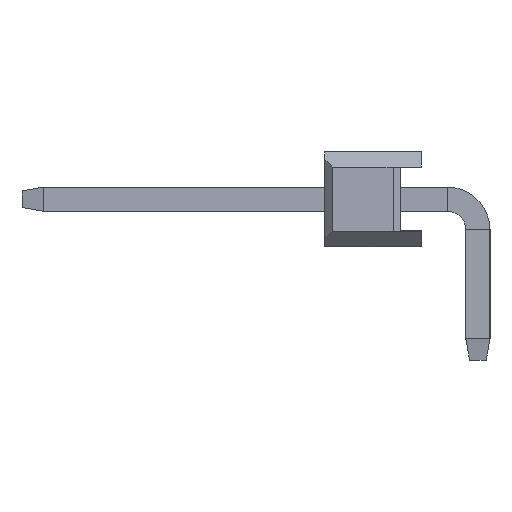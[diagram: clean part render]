
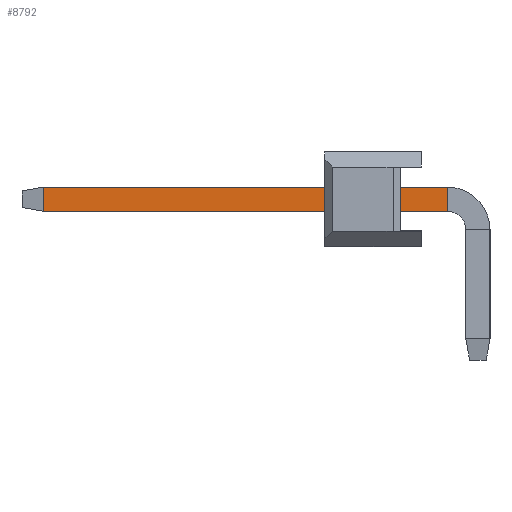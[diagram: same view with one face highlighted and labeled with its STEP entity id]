
A CAD part, left-side view. The second image highlights one B-rep face of the part: STEP entity #8792.
In plain terms, the highlighted planar face has unit normal (-1, 0, 0).
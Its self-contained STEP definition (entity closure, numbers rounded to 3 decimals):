
#463 = CARTESIAN_POINT ( 'NONE',  ( -86.68, 9.973, -0.32 ) ) ;
#775 = CARTESIAN_POINT ( 'NONE',  ( -86.68, -0.7, 0.32 ) ) ;
#921 = VERTEX_POINT ( 'NONE', #22019 ) ;
#1658 = ORIENTED_EDGE ( 'NONE', *, *, #17212, .F. ) ;
#2390 = EDGE_LOOP ( 'NONE', ( #1658, #25791, #26999, #32413 ) ) ;
#4206 = VECTOR ( 'NONE', #16095, 1000. ) ;
#7736 = CARTESIAN_POINT ( 'NONE',  ( -86.68, 9.973, -0.32 ) ) ;
#8145 = VECTOR ( 'NONE', #23053, 1000. ) ;
#8792 = ADVANCED_FACE ( 'NONE', ( #28133 ), #43463, .F. ) ;
#9037 = CARTESIAN_POINT ( 'NONE',  ( -86.68, 10.54, 0.32 ) ) ;
#12444 = VERTEX_POINT ( 'NONE', #37542 ) ;
#12531 = EDGE_CURVE ( 'NONE', #12444, #921, #35179, .T. ) ;
#13606 = VECTOR ( 'NONE', #29924, 1000. ) ;
#14596 = CARTESIAN_POINT ( 'NONE',  ( -86.68, 10.54, 0.32 ) ) ;
#16095 = DIRECTION ( 'NONE',  ( 0., 0., 1. ) ) ;
#17212 = EDGE_CURVE ( 'NONE', #33295, #921, #49012, .T. ) ;
#19000 = LINE ( 'NONE', #34323, #35604 ) ;
#22019 = CARTESIAN_POINT ( 'NONE',  ( -86.68, -0.7, 0.32 ) ) ;
#23053 = DIRECTION ( 'NONE',  ( 0., 0., -1. ) ) ;
#24363 = DIRECTION ( 'NONE',  ( 1., 0., 0. ) ) ;
#25560 = VERTEX_POINT ( 'NONE', #463 ) ;
#25791 = ORIENTED_EDGE ( 'NONE', *, *, #28317, .T. ) ;
#26999 = ORIENTED_EDGE ( 'NONE', *, *, #29867, .T. ) ;
#28133 = FACE_OUTER_BOUND ( 'NONE', #2390, .T. ) ;
#28317 = EDGE_CURVE ( 'NONE', #33295, #25560, #42147, .T. ) ;
#29867 = EDGE_CURVE ( 'NONE', #25560, #12444, #19000, .T. ) ;
#29924 = DIRECTION ( 'NONE',  ( 0., -1., 0. ) ) ;
#32413 = ORIENTED_EDGE ( 'NONE', *, *, #12531, .T. ) ;
#33295 = VERTEX_POINT ( 'NONE', #41480 ) ;
#34323 = CARTESIAN_POINT ( 'NONE',  ( -86.68, 10.54, -0.32 ) ) ;
#35179 = LINE ( 'NONE', #775, #4206 ) ;
#35604 = VECTOR ( 'NONE', #49651, 1000. ) ;
#37542 = CARTESIAN_POINT ( 'NONE',  ( -86.68, -0.7, -0.32 ) ) ;
#39691 = DIRECTION ( 'NONE',  ( 0., 0., -1. ) ) ;
#41121 = AXIS2_PLACEMENT_3D ( 'NONE', #9037, #24363, #39691 ) ;
#41480 = CARTESIAN_POINT ( 'NONE',  ( -86.68, 9.973, 0.32 ) ) ;
#42147 = LINE ( 'NONE', #7736, #8145 ) ;
#43463 = PLANE ( 'NONE',  #41121 ) ;
#49012 = LINE ( 'NONE', #14596, #13606 ) ;
#49651 = DIRECTION ( 'NONE',  ( 0., -1., 0. ) ) ;
